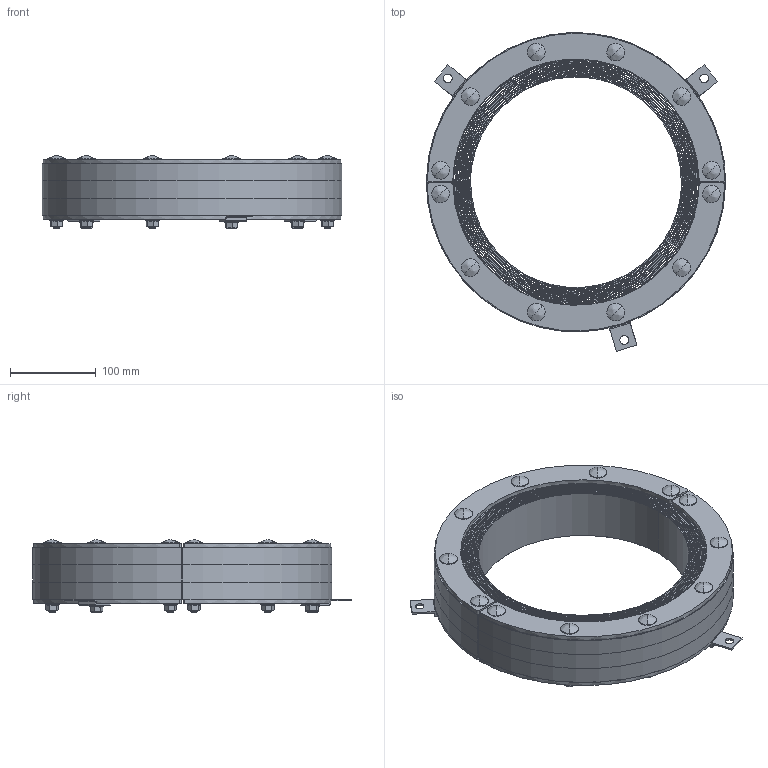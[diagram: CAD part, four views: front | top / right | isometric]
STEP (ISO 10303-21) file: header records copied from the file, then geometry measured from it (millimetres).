
FILE_DESCRIPTION((''),'2;1');
FILE_NAME('RS350.stp','2009-08-14T11:15:22',('JE BOHLIN'),('Roxtec International AB'),'Mechanical Desktop 2005','Mechanical Desktop 2005',', , ');
FILE_SCHEMA(('CONFIG_CONTROL_DESIGN'));
Length unit declared in the file: millimetre
Products named in the file (11): RS350; COMP_HALF; RUBBER; FASTENERS ; CUP HEAD SQUARE NECK BOLT - DIN 603 - M8 X 80; WASHER - ISO 7089 - 8 - 140 HV; HEX NUT - ISO 4032 - M8; PART1; FITTINGS; BOLTS; FLANGE
Assembly tree (37 placements, depth 4):
  RS350
    COMP_HALF  x2
      RUBBER
      FASTENERS 
        CUP HEAD SQUARE NECK BOLT - DIN 603 - M8 X 80  x6
        WASHER - ISO 7089 - 8 - 140 HV  x3
        HEX NUT - ISO 4032 - M8  x3
      PART1
      FITTINGS
    BOLTS
      WASHER - ISO 7089 - 8 - 140 HV  x6
      HEX NUT - ISO 4032 - M8  x6
    FLANGE  x3
Bounding box: 350 x 372.63 x 84.87 mm (x, y, z)
Surface area: 1449136.4 mm2 (no closed solid volume)
Topology: 0 solids, 0 shells, 1158 faces, 5760 edges, 5760 vertices
Faces by surface type: bspline 1158
Entity records: 10387 total; most frequent: CARTESIAN_POINT 6878, COMPOSITE_CURVE_SEGMENT 1078, QUASI_UNIFORM_CURVE 958, PCURVE 472, OUTER_BOUNDARY_CURVE 215, CURVE_BOUNDED_SURFACE 215, QUASI_UNIFORM_SURFACE 99, DIRECTION 76
